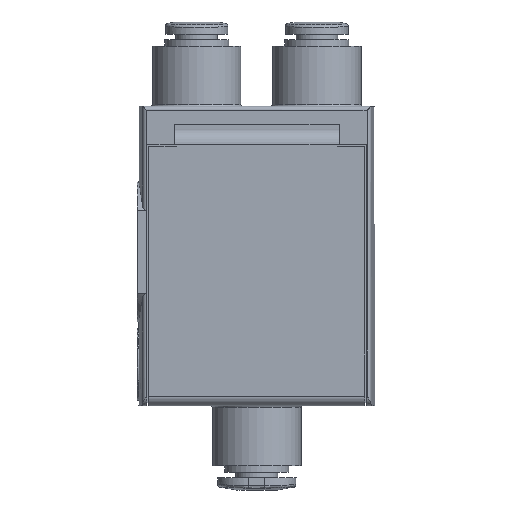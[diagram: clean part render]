
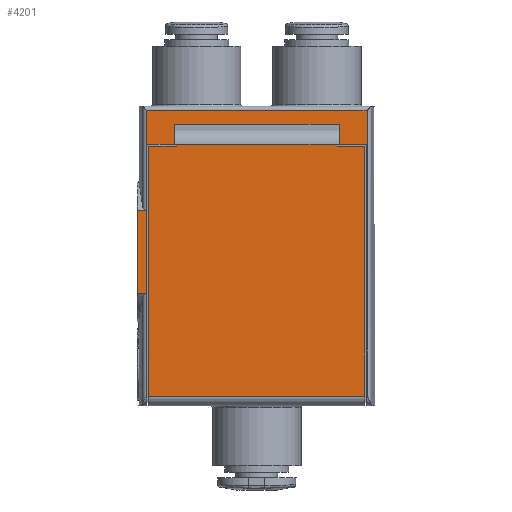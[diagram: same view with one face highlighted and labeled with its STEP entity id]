
A CAD part, front view. The second image highlights one B-rep face of the part: STEP entity #4201.
In plain terms, the highlighted planar face has unit normal (0, -1, 0).
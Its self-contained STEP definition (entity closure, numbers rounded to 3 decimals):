
#46=PLANE('',#4427);
#173=LINE('',#5655,#433);
#175=LINE('',#5669,#435);
#177=LINE('',#5678,#437);
#179=LINE('',#5695,#439);
#180=LINE('',#5698,#440);
#181=LINE('',#5700,#441);
#182=LINE('',#5702,#442);
#183=LINE('',#5703,#443);
#184=LINE('',#5705,#444);
#185=LINE('',#5707,#445);
#186=LINE('',#5709,#446);
#187=LINE('',#5711,#447);
#188=LINE('',#5712,#448);
#189=LINE('',#5714,#449);
#190=LINE('',#5716,#450);
#191=LINE('',#5718,#451);
#192=LINE('',#5720,#452);
#193=LINE('',#5721,#453);
#194=LINE('',#5723,#454);
#195=LINE('',#5725,#455);
#196=LINE('',#5727,#456);
#197=LINE('',#5729,#457);
#198=LINE('',#5731,#458);
#199=LINE('',#5733,#459);
#433=VECTOR('',#4769,1000.);
#435=VECTOR('',#4773,1000.);
#437=VECTOR('',#4781,1000.);
#439=VECTOR('',#4787,1000.);
#440=VECTOR('',#4788,1000.);
#441=VECTOR('',#4789,1000.);
#442=VECTOR('',#4790,1000.);
#443=VECTOR('',#4791,1000.);
#444=VECTOR('',#4792,1000.);
#445=VECTOR('',#4793,1000.);
#446=VECTOR('',#4794,1000.);
#447=VECTOR('',#4795,1000.);
#448=VECTOR('',#4796,1000.);
#449=VECTOR('',#4797,1000.);
#450=VECTOR('',#4798,1000.);
#451=VECTOR('',#4799,1000.);
#452=VECTOR('',#4800,1000.);
#453=VECTOR('',#4801,1000.);
#454=VECTOR('',#4802,1000.);
#455=VECTOR('',#4803,1000.);
#456=VECTOR('',#4804,1000.);
#457=VECTOR('',#4805,1000.);
#458=VECTOR('',#4806,1000.);
#459=VECTOR('',#4807,1000.);
#816=ORIENTED_EDGE('',*,*,#1656,.F.);
#817=ORIENTED_EDGE('',*,*,#1657,.T.);
#818=ORIENTED_EDGE('',*,*,#1658,.T.);
#819=ORIENTED_EDGE('',*,*,#1659,.F.);
#820=ORIENTED_EDGE('',*,*,#1660,.F.);
#821=ORIENTED_EDGE('',*,*,#1661,.T.);
#822=ORIENTED_EDGE('',*,*,#1662,.T.);
#823=ORIENTED_EDGE('',*,*,#1663,.T.);
#824=ORIENTED_EDGE('',*,*,#1664,.T.);
#825=ORIENTED_EDGE('',*,*,#1647,.F.);
#826=ORIENTED_EDGE('',*,*,#1665,.F.);
#827=ORIENTED_EDGE('',*,*,#1666,.T.);
#828=ORIENTED_EDGE('',*,*,#1667,.T.);
#829=ORIENTED_EDGE('',*,*,#1668,.T.);
#830=ORIENTED_EDGE('',*,*,#1669,.T.);
#831=ORIENTED_EDGE('',*,*,#1651,.F.);
#832=ORIENTED_EDGE('',*,*,#1670,.F.);
#833=ORIENTED_EDGE('',*,*,#1671,.T.);
#834=ORIENTED_EDGE('',*,*,#1672,.T.);
#835=ORIENTED_EDGE('',*,*,#1673,.F.);
#836=ORIENTED_EDGE('',*,*,#1674,.T.);
#837=ORIENTED_EDGE('',*,*,#1675,.T.);
#838=ORIENTED_EDGE('',*,*,#1676,.T.);
#839=ORIENTED_EDGE('',*,*,#1643,.F.);
#1643=EDGE_CURVE('',#2060,#2062,#173,.T.);
#1647=EDGE_CURVE('',#2065,#2066,#175,.T.);
#1651=EDGE_CURVE('',#2069,#2070,#177,.T.);
#1656=EDGE_CURVE('',#2074,#2075,#179,.T.);
#1657=EDGE_CURVE('',#2074,#2076,#180,.T.);
#1658=EDGE_CURVE('',#2076,#2077,#181,.T.);
#1659=EDGE_CURVE('',#2075,#2077,#182,.T.);
#1660=EDGE_CURVE('',#2078,#2060,#183,.T.);
#1661=EDGE_CURVE('',#2078,#2079,#184,.T.);
#1662=EDGE_CURVE('',#2079,#2080,#185,.T.);
#1663=EDGE_CURVE('',#2080,#2081,#186,.T.);
#1664=EDGE_CURVE('',#2081,#2066,#187,.T.);
#1665=EDGE_CURVE('',#2082,#2065,#188,.T.);
#1666=EDGE_CURVE('',#2082,#2083,#189,.T.);
#1667=EDGE_CURVE('',#2083,#2084,#190,.T.);
#1668=EDGE_CURVE('',#2084,#2085,#191,.T.);
#1669=EDGE_CURVE('',#2085,#2070,#192,.T.);
#1670=EDGE_CURVE('',#2086,#2069,#193,.T.);
#1671=EDGE_CURVE('',#2086,#2087,#194,.T.);
#1672=EDGE_CURVE('',#2087,#2088,#195,.T.);
#1673=EDGE_CURVE('',#2089,#2088,#196,.T.);
#1674=EDGE_CURVE('',#2089,#2090,#197,.T.);
#1675=EDGE_CURVE('',#2090,#2091,#198,.T.);
#1676=EDGE_CURVE('',#2091,#2062,#199,.T.);
#2060=VERTEX_POINT('',#5653);
#2062=VERTEX_POINT('',#5656);
#2065=VERTEX_POINT('',#5670);
#2066=VERTEX_POINT('',#5671);
#2069=VERTEX_POINT('',#5679);
#2070=VERTEX_POINT('',#5680);
#2074=VERTEX_POINT('',#5696);
#2075=VERTEX_POINT('',#5697);
#2076=VERTEX_POINT('',#5699);
#2077=VERTEX_POINT('',#5701);
#2078=VERTEX_POINT('',#5704);
#2079=VERTEX_POINT('',#5706);
#2080=VERTEX_POINT('',#5708);
#2081=VERTEX_POINT('',#5710);
#2082=VERTEX_POINT('',#5713);
#2083=VERTEX_POINT('',#5715);
#2084=VERTEX_POINT('',#5717);
#2085=VERTEX_POINT('',#5719);
#2086=VERTEX_POINT('',#5722);
#2087=VERTEX_POINT('',#5724);
#2088=VERTEX_POINT('',#5726);
#2089=VERTEX_POINT('',#5728);
#2090=VERTEX_POINT('',#5730);
#2091=VERTEX_POINT('',#5732);
#2408=EDGE_LOOP('',(#816,#817,#818,#819));
#2409=EDGE_LOOP('',(#820,#821,#822,#823,#824,#825,#826,#827,#828,#829,#830,
#831,#832,#833,#834,#835,#836,#837,#838,#839));
#2640=FACE_BOUND('',#2408,.T.);
#2641=FACE_BOUND('',#2409,.T.);
#4201=ADVANCED_FACE('',(#2640,#2641),#46,.F.);
#4427=AXIS2_PLACEMENT_3D('',#5694,#4785,#4786);
#4769=DIRECTION('',(-1.,0.,0.));
#4773=DIRECTION('',(-1.,0.,0.));
#4781=DIRECTION('',(-1.,0.,0.));
#4785=DIRECTION('',(0.,1.,0.));
#4786=DIRECTION('',(0.,0.,1.));
#4787=DIRECTION('',(-1.,0.,0.));
#4788=DIRECTION('',(0.,0.,-1.));
#4789=DIRECTION('',(-1.,0.,0.));
#4790=DIRECTION('',(0.,0.,-1.));
#4791=DIRECTION('',(0.,0.,-1.));
#4792=DIRECTION('',(1.,0.,0.));
#4793=DIRECTION('',(0.,0.,-1.));
#4794=DIRECTION('',(-1.,0.,0.));
#4795=DIRECTION('',(0.,0.,-1.));
#4796=DIRECTION('',(0.,0.,-1.));
#4797=DIRECTION('',(-1.,0.,0.));
#4798=DIRECTION('',(0.,0.,1.));
#4799=DIRECTION('',(1.,0.,0.));
#4800=DIRECTION('',(0.,0.,-1.));
#4801=DIRECTION('',(0.,0.,-1.));
#4802=DIRECTION('',(-1.,0.,0.));
#4803=DIRECTION('',(0.,0.,-1.));
#4804=DIRECTION('',(1.,0.,0.));
#4805=DIRECTION('',(0.,0.,-1.));
#4806=DIRECTION('',(1.,0.,0.));
#4807=DIRECTION('',(0.,0.,-1.));
#5653=CARTESIAN_POINT('',(-13.732,-7.05,1.2));
#5655=CARTESIAN_POINT('',(14.9,-7.05,1.2));
#5656=CARTESIAN_POINT('',(-13.765,-7.05,1.2));
#5669=CARTESIAN_POINT('',(14.9,-7.05,1.2));
#5670=CARTESIAN_POINT('',(13.5,-7.05,1.2));
#5671=CARTESIAN_POINT('',(-13.5,-7.05,1.2));
#5678=CARTESIAN_POINT('',(14.9,-7.05,1.2));
#5679=CARTESIAN_POINT('',(13.765,-7.05,1.2));
#5680=CARTESIAN_POINT('',(13.732,-7.05,1.2));
#5694=CARTESIAN_POINT('',(-13.765,-7.05,37.4));
#5695=CARTESIAN_POINT('',(10.284,-7.05,35.15));
#5696=CARTESIAN_POINT('',(10.284,-7.05,35.15));
#5697=CARTESIAN_POINT('',(-10.284,-7.05,35.15));
#5698=CARTESIAN_POINT('',(10.284,-7.05,37.4));
#5699=CARTESIAN_POINT('',(10.284,-7.05,32.65));
#5700=CARTESIAN_POINT('',(10.284,-7.05,32.65));
#5701=CARTESIAN_POINT('',(-10.284,-7.05,32.65));
#5702=CARTESIAN_POINT('',(-10.284,-7.05,37.4));
#5703=CARTESIAN_POINT('',(-13.732,-7.05,37.4));
#5704=CARTESIAN_POINT('',(-13.732,-7.05,32.632));
#5705=CARTESIAN_POINT('',(-13.732,-7.05,32.632));
#5706=CARTESIAN_POINT('',(-10.052,-7.05,32.632));
#5707=CARTESIAN_POINT('',(-10.052,-7.05,32.632));
#5708=CARTESIAN_POINT('',(-10.052,-7.05,32.4));
#5709=CARTESIAN_POINT('',(-10.052,-7.05,32.4));
#5710=CARTESIAN_POINT('',(-13.5,-7.05,32.4));
#5711=CARTESIAN_POINT('',(-13.5,-7.05,32.4));
#5712=CARTESIAN_POINT('',(13.5,-7.05,37.4));
#5713=CARTESIAN_POINT('',(13.5,-7.05,32.4));
#5714=CARTESIAN_POINT('',(13.5,-7.05,32.4));
#5715=CARTESIAN_POINT('',(10.052,-7.05,32.4));
#5716=CARTESIAN_POINT('',(10.052,-7.05,32.4));
#5717=CARTESIAN_POINT('',(10.052,-7.05,32.632));
#5718=CARTESIAN_POINT('',(10.052,-7.05,32.632));
#5719=CARTESIAN_POINT('',(13.732,-7.05,32.632));
#5720=CARTESIAN_POINT('',(13.732,-7.05,32.632));
#5721=CARTESIAN_POINT('',(13.765,-7.05,37.4));
#5722=CARTESIAN_POINT('',(13.765,-7.05,36.9));
#5723=CARTESIAN_POINT('',(14.9,-7.05,36.9));
#5724=CARTESIAN_POINT('',(-13.765,-7.05,36.9));
#5725=CARTESIAN_POINT('',(-13.765,-7.05,37.4));
#5726=CARTESIAN_POINT('',(-13.765,-7.05,24.385));
#5727=CARTESIAN_POINT('',(-14.9,-7.05,24.385));
#5728=CARTESIAN_POINT('',(-14.9,-7.05,24.385));
#5729=CARTESIAN_POINT('',(-14.9,-7.05,24.385));
#5730=CARTESIAN_POINT('',(-14.9,-7.05,14.02));
#5731=CARTESIAN_POINT('',(-14.9,-7.05,14.02));
#5732=CARTESIAN_POINT('',(-13.765,-7.05,14.02));
#5733=CARTESIAN_POINT('',(-13.765,-7.05,37.4));
